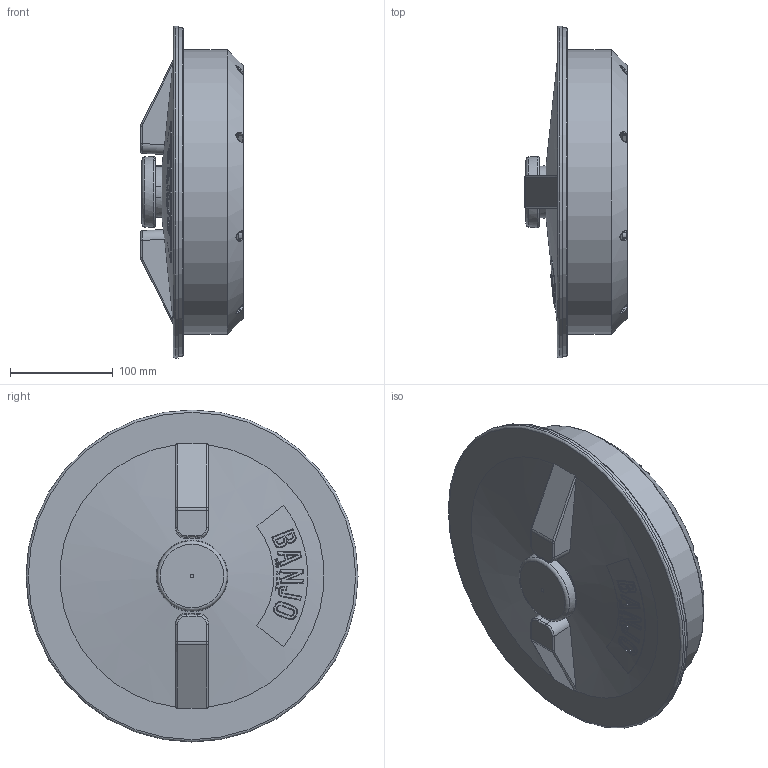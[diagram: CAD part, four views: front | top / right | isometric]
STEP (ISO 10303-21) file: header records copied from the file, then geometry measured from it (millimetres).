
FILE_DESCRIPTION(/* description */ ('10" VENTLESS TANK RING'),/* implementation_level */ '2;1');
FILE_NAME(/* name */ 'TLVA10.stp',/* time_stamp */ '2016-07-26T15:14:02-04:00',/* author */ ('DCerny'),/* organization */ (''),/* preprocessor_version */ 'ST-DEVELOPER v16.1',/* originating_system */ 'Autodesk Inventor 2016',/* authorisation */ '');
FILE_SCHEMA (('AUTOMOTIVE_DESIGN { 1 0 10303 214 3 1 1 }'));
Length unit declared in the file: inch
Products named in the file (6): TR10R1; TLV2; TL10r1; TLV1; TLV10R; TLVA10
Assembly tree (5 placements, depth 3):
  TLVA10
    TR10R1
    TLV10R
      TLV2
      TL10r1
      TLV1
Bounding box: 100.1 x 323.85 x 323.85 mm (x, y, z)
Volume: 1223462.4 mm3; surface area: 500243.9 mm2
Topology: 4 solids, 4 shells, 810 faces, 2049 edges, 1310 vertices
Faces by surface type: plane 303, bspline 195, cylinder 194, cone 54, torus 47, sphere 17
Full cylindrical faces by diameter (mm): 5.156 x8, 11.125 x8, 56.896 x1, 63.5 x1, 76.2 x1, 248.285 x1, 257.937 x2, 268.275 x1, 277.825 x1, 320.802 x1, 323.85 x1
Entity records: 31796 total; most frequent: CARTESIAN_POINT 14514, ORIENTED_EDGE 3988, DIRECTION 2878, EDGE_CURVE 1994, VERTEX_POINT 1294, AXIS2_PLACEMENT_3D 1083, EDGE_LOOP 936, FACE_OUTER_BOUND 809
